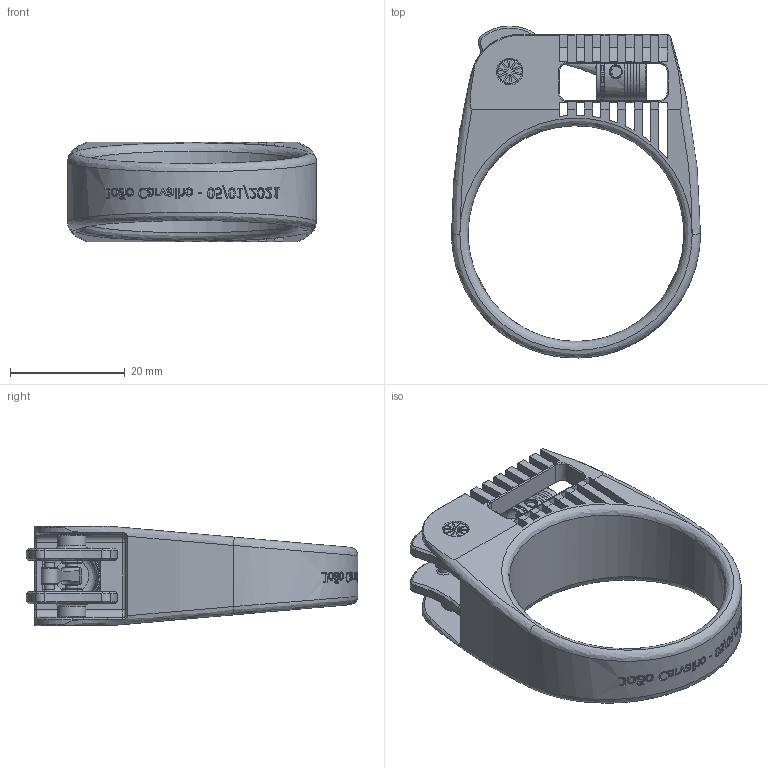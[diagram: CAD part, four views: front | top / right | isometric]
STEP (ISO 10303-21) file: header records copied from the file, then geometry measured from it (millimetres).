
FILE_DESCRIPTION(('FreeCAD Model'),'2;1');
FILE_NAME('Open CASCADE Shape Model','2025-05-04T07:12:22',('FreeCAD'),( 'FreeCAD'),'Open CASCADE STEP processor 7.6','FreeCAD','Unknown');
FILE_SCHEMA(('AUTOMOTIVE_DESIGN { 1 0 10303 214 1 1 1 1 }'));
Products named in the file (1): Open CASCADE STEP translator 7.6 1
Bounding box: 43.3 x 57.75 x 17.32 mm (x, y, z)
Volume: 9080.4 mm3; surface area: 10874.4 mm2
Topology: 19 solids, 19 shells, 966 faces, 2645 edges, 1713 vertices
Faces by surface type: bspline 966
Entity records: 37952 total; most frequent: CARTESIAN_POINT 22500, ORIENTED_EDGE 5286, EDGE_CURVE 2643, B_SPLINE_CURVE_WITH_KNOTS 1928, VERTEX_POINT 1713, FACE_BOUND 1101, EDGE_LOOP 1101, ADVANCED_FACE 966
